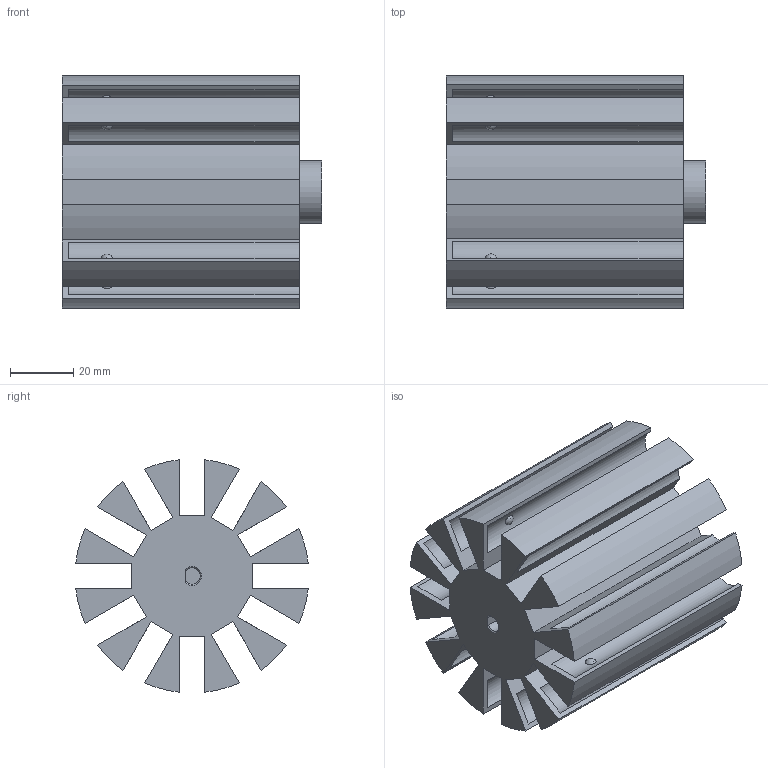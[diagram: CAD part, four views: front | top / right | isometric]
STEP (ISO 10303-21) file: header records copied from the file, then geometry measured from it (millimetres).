
FILE_DESCRIPTION(/* description */ (''),/* implementation_level */ '2;1');
FILE_NAME(/* name */ '12 Dart Magazine v13.step',/* time_stamp */ '2022-02-01T16:36:34+00:00',/* author */ (''),/* organization */ (''),/* preprocessor_version */ 'ST-DEVELOPER v18.1',/* originating_system */ 'Autodesk Translation Framework v10.10.0.1391',/* authorisation */ '');
FILE_SCHEMA (('AUTOMOTIVE_DESIGN { 1 0 10303 214 3 1 1 }'));
Length unit declared in the file: millimetre
Products named in the file (2): 12 Dart Magazine; Magnet
Assembly tree (1 placements, depth 2):
  12 Dart Magazine
    Magnet
Bounding box: 82.2 x 73.57 x 73.57 mm (x, y, z)
Volume: 162003 mm3; surface area: 59145.7 mm2
Topology: 3 solids, 3 shells, 140 faces, 411 edges, 282 vertices
Faces by surface type: plane 72, cylinder 43, sphere 24, cone 1
Full cylindrical faces by diameter (mm): 5 x1, 5.2 x1, 11.6 x1, 12 x1, 19.8 x1, 23.8 x1
Entity records: 5603 total; most frequent: CARTESIAN_POINT 1872, ORIENTED_EDGE 774, DIRECTION 734, EDGE_CURVE 387, VERTEX_POINT 282, AXIS2_PLACEMENT_3D 254, LINE 226, VECTOR 226
